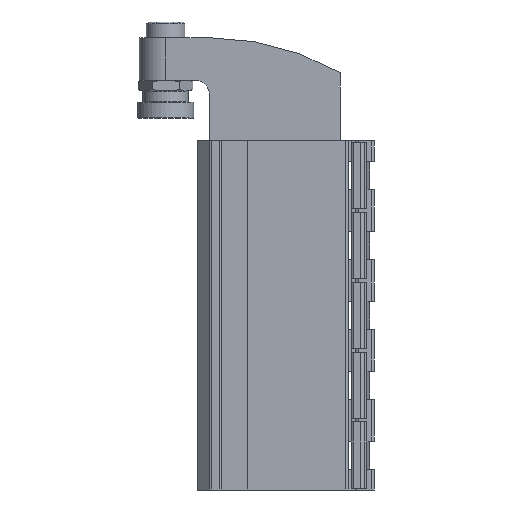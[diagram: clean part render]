
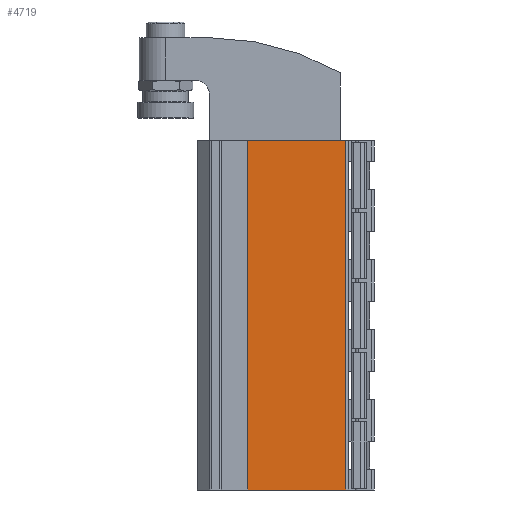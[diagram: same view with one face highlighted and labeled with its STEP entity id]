
A CAD part, left-side view. The second image highlights one B-rep face of the part: STEP entity #4719.
In plain terms, the highlighted planar face has unit normal (-1, 0, 0).
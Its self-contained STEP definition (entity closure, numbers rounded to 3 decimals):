
#157=PLANE('',#5137);
#655=LINE('',#7490,#1020);
#657=LINE('',#7494,#1022);
#658=LINE('',#7496,#1023);
#659=LINE('',#7498,#1024);
#1020=VECTOR('',#5949,1000.);
#1022=VECTOR('',#5953,1000.);
#1023=VECTOR('',#5954,1000.);
#1024=VECTOR('',#5955,1000.);
#1497=ORIENTED_EDGE('',*,*,#2818,.T.);
#1498=ORIENTED_EDGE('',*,*,#2819,.F.);
#1499=ORIENTED_EDGE('',*,*,#2820,.F.);
#1500=ORIENTED_EDGE('',*,*,#2816,.T.);
#2816=EDGE_CURVE('',#3453,#3452,#655,.T.);
#2818=EDGE_CURVE('',#3452,#3454,#657,.T.);
#2819=EDGE_CURVE('',#3455,#3454,#658,.T.);
#2820=EDGE_CURVE('',#3453,#3455,#659,.T.);
#3452=VERTEX_POINT('',#7489);
#3453=VERTEX_POINT('',#7491);
#3454=VERTEX_POINT('',#7495);
#3455=VERTEX_POINT('',#7497);
#3889=EDGE_LOOP('',(#1497,#1498,#1499,#1500));
#4250=FACE_BOUND('',#3889,.T.);
#4719=ADVANCED_FACE('',(#4250),#157,.F.);
#5137=AXIS2_PLACEMENT_3D('',#7493,#5951,#5952);
#5949=DIRECTION('',(0.,0.,-1.));
#5951=DIRECTION('',(1.,0.,0.));
#5952=DIRECTION('',(0.,0.,-1.));
#5953=DIRECTION('',(0.,-1.,0.));
#5954=DIRECTION('',(0.,0.,-1.));
#5955=DIRECTION('',(0.,-1.,0.));
#7489=CARTESIAN_POINT('',(0.,72.5,-100.));
#7490=CARTESIAN_POINT('',(0.,72.5,100.));
#7491=CARTESIAN_POINT('',(0.,72.5,100.));
#7493=CARTESIAN_POINT('',(0.,72.5,100.));
#7494=CARTESIAN_POINT('',(0.,72.5,-100.));
#7495=CARTESIAN_POINT('',(0.,16.4,-100.));
#7496=CARTESIAN_POINT('',(0.,16.4,100.));
#7497=CARTESIAN_POINT('',(0.,16.4,100.));
#7498=CARTESIAN_POINT('',(0.,72.5,100.));
